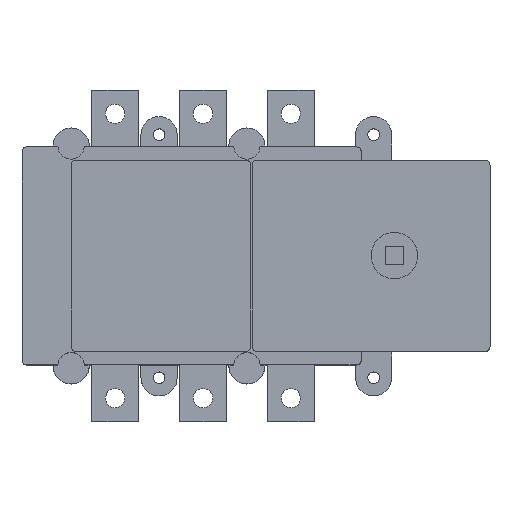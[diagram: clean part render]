
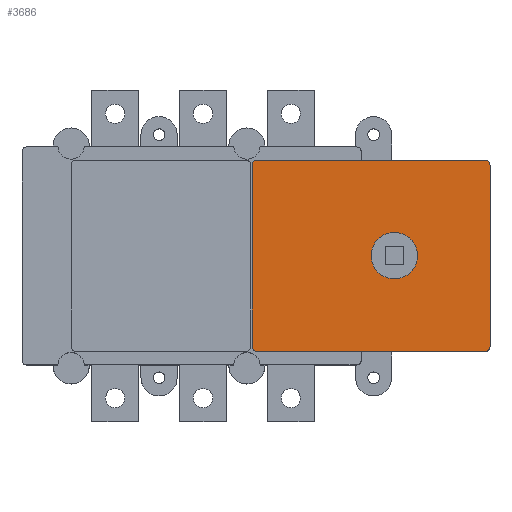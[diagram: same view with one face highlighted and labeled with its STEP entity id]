
A CAD part, top view. The second image highlights one B-rep face of the part: STEP entity #3686.
In plain terms, the highlighted free-form (B-spline) face has degree [1, 1] with [2, 2] control points.
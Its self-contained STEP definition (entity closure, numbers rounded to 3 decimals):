
#636=CARTESIAN_POINT('',(116.0,0.,132.0));
#637=VERTEX_POINT('',#636);
#653=CARTESIAN_POINT('',(134.0,0.,132.0));
#654=VERTEX_POINT('',#653);
#661=CARTESIAN_POINT('',(125.0,0.,132.0));
#662=DIRECTION('',(0.0,0.0,-1.0));
#663=DIRECTION('',(-1.0,0.0,0.0));
#664=AXIS2_PLACEMENT_3D('',#661,#662,#663);
#665=CIRCLE('',#664,9.0);
#666=EDGE_CURVE('',#637,#654,#665,.T.);
#3573=CARTESIAN_POINT('',(125.0,0.,132.0));
#3574=DIRECTION('',(0.0,0.0,-1.0));
#3575=DIRECTION('',(-1.0,0.0,0.0));
#3576=AXIS2_PLACEMENT_3D('',#3573,#3574,#3575);
#3577=CIRCLE('',#3576,9.0);
#3578=EDGE_CURVE('',#654,#637,#3577,.T.);
#3607=CARTESIAN_POINT('',(70.,37.,132.0));
#3608=CARTESIAN_POINT('',(162.0,37.,132.0));
#3609=CARTESIAN_POINT('',(70.,-37.0,132.0));
#3610=CARTESIAN_POINT('',(162.0,-37.0,132.0));
#3611=B_SPLINE_SURFACE_WITH_KNOTS('',1,1,((#3607,#3609),(#3608,#3610)),.UNSPECIFIED.,.F.,.F.,.U.,(2,2),(2,2),(0.0,92.),(0.0,74.),.UNSPECIFIED.);
#3612=CARTESIAN_POINT('',(70.,35.,132.0));
#3613=VERTEX_POINT('',#3612);
#3614=CARTESIAN_POINT('',(72.,37.,132.0));
#3615=VERTEX_POINT('',#3614);
#3616=CARTESIAN_POINT('',(72.,35.,132.0));
#3617=DIRECTION('',(0.0,0.0,-1.0));
#3618=DIRECTION('',(-0.707,0.707,0.0));
#3619=AXIS2_PLACEMENT_3D('',#3616,#3617,#3618);
#3620=CIRCLE('',#3619,2.0);
#3621=EDGE_CURVE('',#3613,#3615,#3620,.T.);
#3622=ORIENTED_EDGE('',*,*,#3621,.F.);
#3623=CARTESIAN_POINT('',(70.,-35.0,132.0));
#3624=VERTEX_POINT('',#3623);
#3625=CARTESIAN_POINT('',(70.,35.,132.0));
#3626=DIRECTION('',(0.0,-1.0,0.0));
#3627=VECTOR('',#3626,70.);
#3628=LINE('',#3625,#3627);
#3629=EDGE_CURVE('',#3613,#3624,#3628,.T.);
#3630=ORIENTED_EDGE('',*,*,#3629,.T.);
#3631=CARTESIAN_POINT('',(72.0,-37.0,132.0));
#3632=VERTEX_POINT('',#3631);
#3633=CARTESIAN_POINT('',(72.0,-35.0,132.0));
#3634=DIRECTION('',(0.0,0.0,-1.0));
#3635=DIRECTION('',(-0.707,-0.707,0.0));
#3636=AXIS2_PLACEMENT_3D('',#3633,#3634,#3635);
#3637=CIRCLE('',#3636,2.0);
#3638=EDGE_CURVE('',#3632,#3624,#3637,.T.);
#3639=ORIENTED_EDGE('',*,*,#3638,.F.);
#3640=CARTESIAN_POINT('',(160.0,-37.0,132.0));
#3641=VERTEX_POINT('',#3640);
#3642=CARTESIAN_POINT('',(72.0,-37.0,132.0));
#3643=DIRECTION('',(1.0,0.0,0.0));
#3644=VECTOR('',#3643,88.0);
#3645=LINE('',#3642,#3644);
#3646=EDGE_CURVE('',#3632,#3641,#3645,.T.);
#3647=ORIENTED_EDGE('',*,*,#3646,.T.);
#3648=CARTESIAN_POINT('',(162.0,-35.0,132.0));
#3649=VERTEX_POINT('',#3648);
#3650=CARTESIAN_POINT('',(160.0,-35.0,132.0));
#3651=DIRECTION('',(0.0,0.0,-1.0));
#3652=DIRECTION('',(0.707,-0.707,0.0));
#3653=AXIS2_PLACEMENT_3D('',#3650,#3651,#3652);
#3654=CIRCLE('',#3653,2.0);
#3655=EDGE_CURVE('',#3649,#3641,#3654,.T.);
#3656=ORIENTED_EDGE('',*,*,#3655,.F.);
#3657=CARTESIAN_POINT('',(162.0,35.,132.0));
#3658=VERTEX_POINT('',#3657);
#3659=CARTESIAN_POINT('',(162.0,-35.0,132.0));
#3660=DIRECTION('',(0.0,1.0,0.0));
#3661=VECTOR('',#3660,70.);
#3662=LINE('',#3659,#3661);
#3663=EDGE_CURVE('',#3649,#3658,#3662,.T.);
#3664=ORIENTED_EDGE('',*,*,#3663,.T.);
#3665=CARTESIAN_POINT('',(160.0,37.,132.0));
#3666=VERTEX_POINT('',#3665);
#3667=CARTESIAN_POINT('',(160.0,35.,132.0));
#3668=DIRECTION('',(0.0,0.0,-1.0));
#3669=DIRECTION('',(0.707,0.707,0.0));
#3670=AXIS2_PLACEMENT_3D('',#3667,#3668,#3669);
#3671=CIRCLE('',#3670,2.0);
#3672=EDGE_CURVE('',#3666,#3658,#3671,.T.);
#3673=ORIENTED_EDGE('',*,*,#3672,.F.);
#3674=CARTESIAN_POINT('',(160.0,37.,132.0));
#3675=DIRECTION('',(-1.0,0.0,0.0));
#3676=VECTOR('',#3675,88.);
#3677=LINE('',#3674,#3676);
#3678=EDGE_CURVE('',#3666,#3615,#3677,.T.);
#3679=ORIENTED_EDGE('',*,*,#3678,.T.);
#3680=EDGE_LOOP('',(#3622,#3630,#3639,#3647,#3656,#3664,#3673,#3679));
#3681=FACE_OUTER_BOUND('',#3680,.T.);
#3682=ORIENTED_EDGE('',*,*,#3578,.T.);
#3683=ORIENTED_EDGE('',*,*,#666,.T.);
#3684=EDGE_LOOP('',(#3682,#3683));
#3685=FACE_BOUND('',#3684,.T.);
#3686=ADVANCED_FACE('',(#3681,#3685),#3611,.F.);
